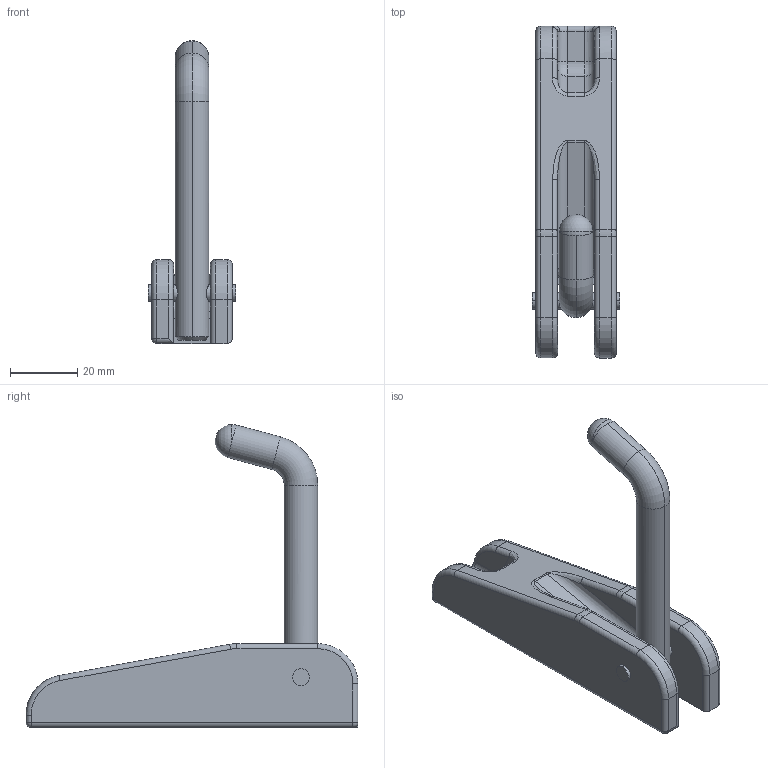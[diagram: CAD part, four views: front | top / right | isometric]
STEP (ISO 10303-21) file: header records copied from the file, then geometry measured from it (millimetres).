
FILE_DESCRIPTION (( 'STEP AP203' ), '1' );
FILE_NAME ('C-1449.STEP', '2016-12-27T05:49:32', ( '' ), ( '' ), 'SwSTEP 2.0', 'SolidWorks 2014', '' );
FILE_SCHEMA (( 'CONFIG_CONTROL_DESIGN' ));
Length unit declared in the file: millimetre
Products named in the file (3): C-1449本体_; C-1449フック_; C-1449
Assembly tree (2 placements, depth 2):
  C-1449
    C-1449本体_
    C-1449フック_
Bounding box: 26 x 99 x 90.36 mm (x, y, z)
Volume: 35332.9 mm3; surface area: 17573.2 mm2
Topology: 2 solids, 2 shells, 117 faces, 274 edges, 161 vertices
Faces by surface type: cylinder 55, plane 29, torus 18, bspline 8, sphere 5, cone 2
Entity records: 3948 total; most frequent: CARTESIAN_POINT 989, DIRECTION 597, ORIENTED_EDGE 538, EDGE_CURVE 269, AXIS2_PLACEMENT_3D 238, VERTEX_POINT 160, EDGE_LOOP 129, CIRCLE 124
